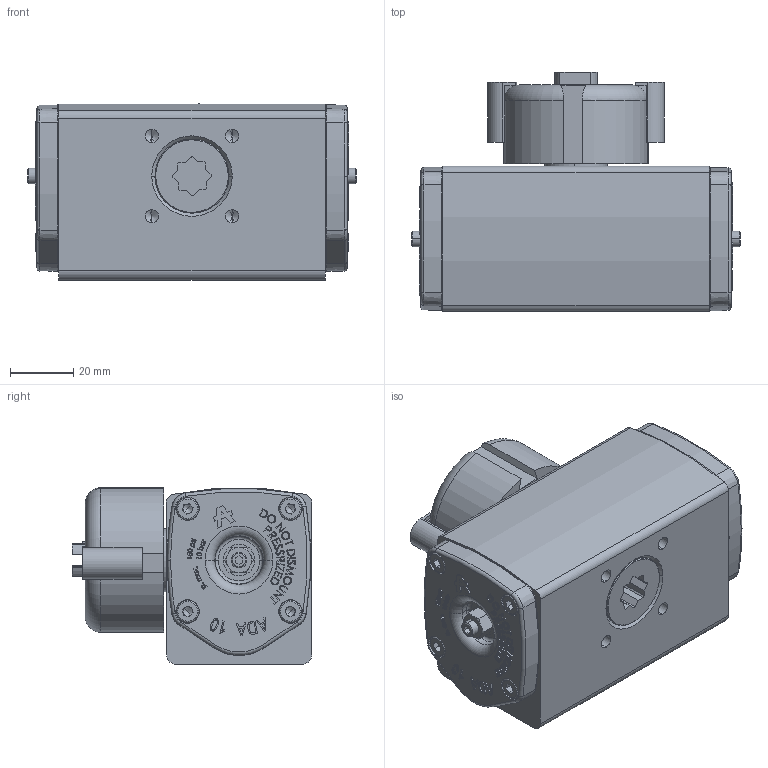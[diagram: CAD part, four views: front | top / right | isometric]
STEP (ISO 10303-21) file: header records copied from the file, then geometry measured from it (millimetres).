
FILE_DESCRIPTION (( 'STEP AP214' ), '1' );
FILE_NAME ('0010 ADA.STEP', '2012-07-19T11:07:13', ( 'FZanuy' ), ( '' ), 'SwSTEP 2.0', 'SolidWorks 2010', '' );
FILE_SCHEMA (( 'AUTOMOTIVE_DESIGN' ));
Length unit declared in the file: millimetre
Products named in the file (20): A-0010.01.00_MECANIZADO; A-0010.02.00_Predeterminado; A8-0010.03.00_Predeterminado; TD0010_Predeterminado; SWP0020_Predeterminado; A-0010.06.01_Predeterminado; WP0020_Predeterminado; OR 3,68 x 1.78_Comprimida; PI0020_Predeterminado; CAM0020_Predeterminado; OR 24,99 x 3,53_Comprimida; OR 20 x 2_Comprimida; OR 9,19 x 2,62_Comprimida; OR 38 x 2_Comprimida; DIN 916 - M5 x 16-C_DIN 916 - M5 x 16-C; Washer DIN 125 - A 5.3; Hexagon Nut ISO 4032 - M5 - D - C; DIN 912 M4 x 12; Circlip DIN 471 - 14 x 1_Circlip DIN 471 - 14 x 1; 0010 ADA
Assembly tree (36 placements, depth 2):
  0010 ADA
    TD0010_Predeterminado  x2
    OR 38 x 2_Comprimida  x2
    DIN 916 - M5 x 16-C_DIN 916 - M5 x 16-C  x2
    OR 3,68 x 1.78_Comprimida  x2
    CAM0020_Predeterminado  x2
    DIN 912 M4 x 12  x8
    WP0020_Predeterminado
    Circlip DIN 471 - 14 x 1_Circlip DIN 471 - 14 x 1
    A-0010.02.00_Predeterminado  x2
    OR 20 x 2_Comprimida
    OR 9,19 x 2,62_Comprimida
    OR 24,99 x 3,53_Comprimida  x2
    Washer DIN 125 - A 5.3  x2
    A8-0010.03.00_Predeterminado
    A-0010.06.01_Predeterminado  x2
    A-0010.01.00_MECANIZADO
    SWP0020_Predeterminado
    Hexagon Nut ISO 4032 - M5 - D - C  x2
    PI0020_Predeterminado
Bounding box: 104.2 x 75.8 x 55.91 mm (x, y, z)
Volume: 224099.7 mm3; surface area: 88868.1 mm2
Topology: 36 solids, 36 shells, 2566 faces, 6540 edges, 4180 vertices
Faces by surface type: plane 1193, bspline 526, cylinder 454, cone 257, torus 136
Entity records: 67409 total; most frequent: CARTESIAN_POINT 32299, ORIENTED_EDGE 7324, DIRECTION 6317, EDGE_CURVE 3662, VERTEX_POINT 2373, AXIS2_PLACEMENT_3D 2137, VECTOR 2043, LINE 2043
